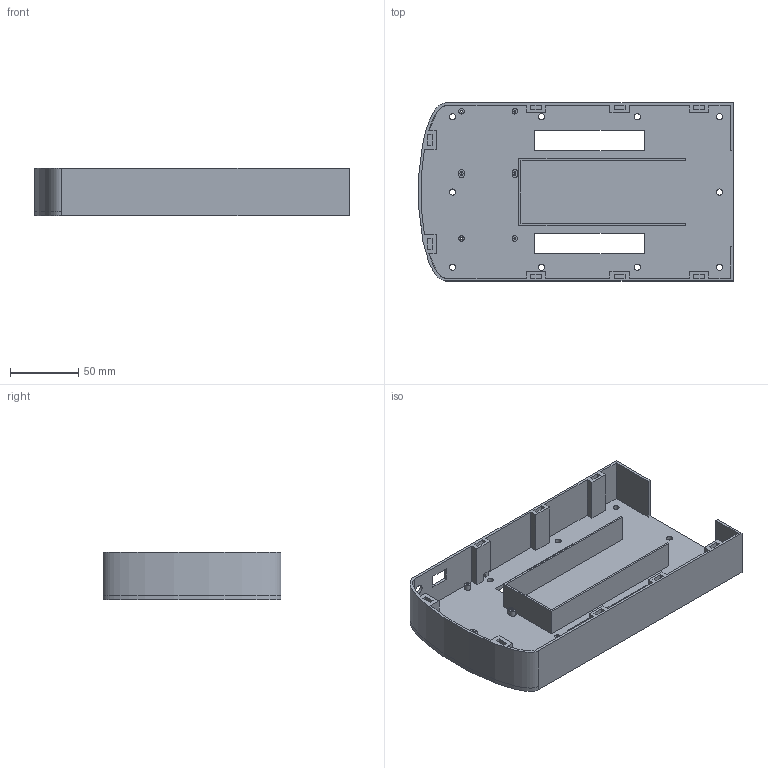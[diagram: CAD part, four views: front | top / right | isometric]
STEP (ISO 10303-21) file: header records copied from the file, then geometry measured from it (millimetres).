
FILE_DESCRIPTION(('FreeCAD Model'),'2;1');
FILE_NAME('Open CASCADE Shape Model','2025-08-04T18:36:44',('Author'),( ''),'Open CASCADE STEP processor 7.8','FreeCAD','Unknown');
FILE_SCHEMA(('AUTOMOTIVE_DESIGN { 1 0 10303 214 1 1 1 1 }'));
Length unit declared in the file: millimetre
Products named in the file (2): Power_layer; Power layer
Assembly tree (1 placements, depth 2):
  Power_layer
    Power layer
Bounding box: 229.64 x 130 x 35 mm (x, y, z)
Volume: 141806.8 mm3; surface area: 117065 mm2
Topology: 1 solids, 1 shells, 147 faces, 408 edges, 274 vertices
Faces by surface type: plane 113, cylinder 28, extrusion 6
Full cylindrical faces by diameter (mm): 1.3 x8, 4 x4, 4.5 x10, 6.5 x1, 7 x1
Entity records: 10839 total; most frequent: CARTESIAN_POINT 2479, DIRECTION 1535, VECTOR 1061, LINE 1055, ORIENTED_EDGE 816, PCURVE 816, DEFINITIONAL_REPRESENTATION 816, EDGE_CURVE 408
